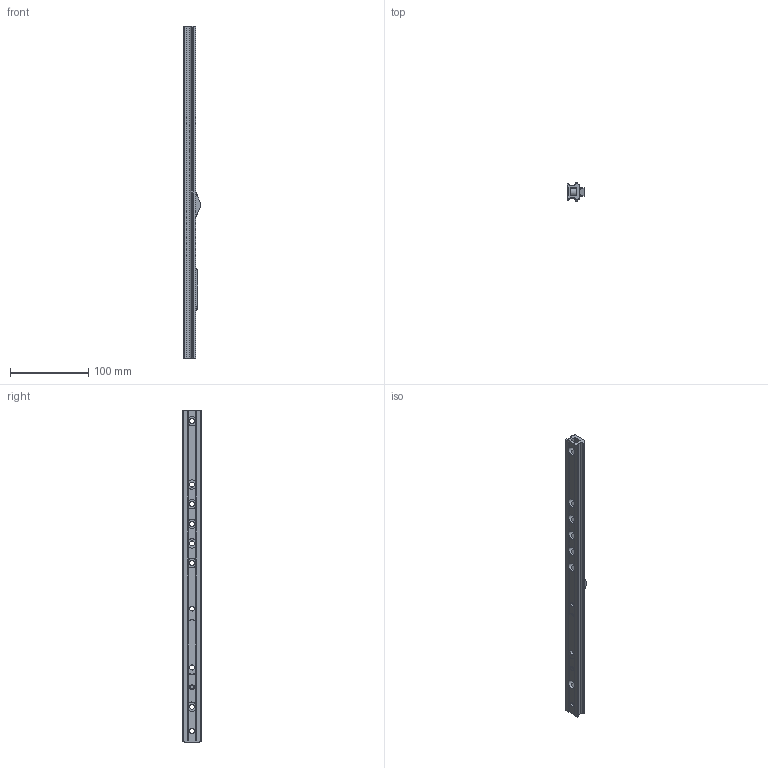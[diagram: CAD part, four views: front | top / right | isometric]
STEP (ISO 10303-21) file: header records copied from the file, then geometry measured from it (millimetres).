
FILE_DESCRIPTION(/* description */ (''),/* implementation_level */ '2;1');
FILE_NAME(/* name */ 'HS24.18.stp',/* time_stamp */ '2019-02-22T12:18:59+01:00',/* author */ ('gianni'),/* organization */ (''),/* preprocessor_version */ 'ST-DEVELOPER v16.5',/* originating_system */ 'Autodesk Inventor 2017',/* authorisation */ '');
FILE_SCHEMA (('AUTOMOTIVE_DESIGN { 1 0 10303 214 3 1 1 }'));
Length unit declared in the file: millimetre
Products named in the file (1): 19022204
Bounding box: 22.07 x 24 x 423 mm (x, y, z)
Volume: 93107 mm3; surface area: 53808.3 mm2
Topology: 1 solids, 1 shells, 256 faces, 757 edges, 484 vertices
Faces by surface type: cylinder 141, plane 62, cone 25, torus 23, bspline 5
Full cylindrical faces by diameter (mm): 6.2 x3, 6.5 x9, 10 x3, 12 x15
Entity records: 9439 total; most frequent: CARTESIAN_POINT 3003, ORIENTED_EDGE 1368, DIRECTION 1276, EDGE_CURVE 684, AXIS2_PLACEMENT_3D 498, VERTEX_POINT 460, EDGE_LOOP 330, LINE 280
